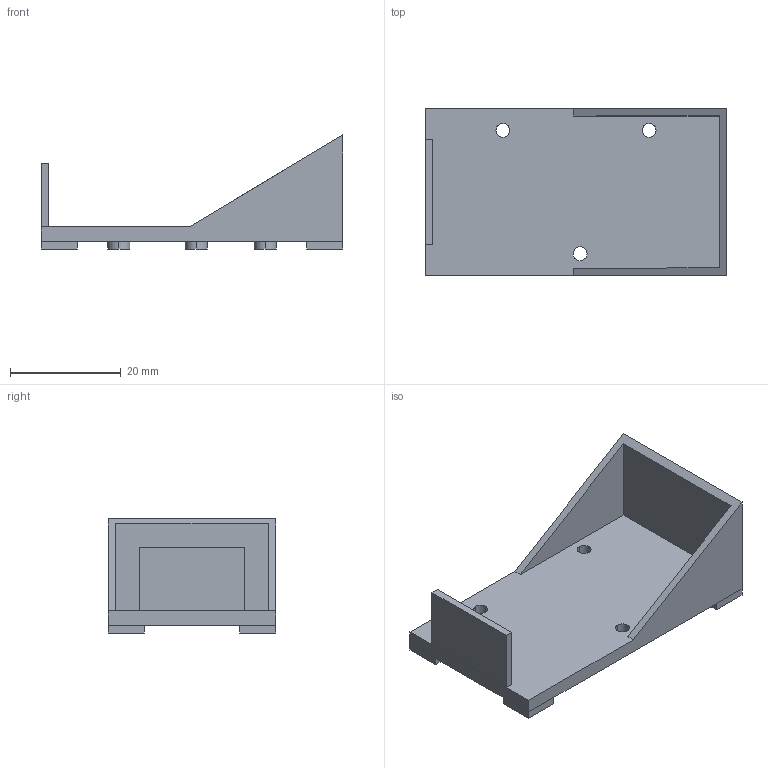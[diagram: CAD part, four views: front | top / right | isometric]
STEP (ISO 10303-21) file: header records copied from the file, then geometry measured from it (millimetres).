
FILE_DESCRIPTION(('FreeCAD Model'),'2;1');
FILE_NAME( 'pp3_holder.step', '2017-09-16T16:37:53',('kicad StepUp'),('ksu MCAD'), 'Open CASCADE STEP processor 6.8','FreeCAD','Unknown');
FILE_SCHEMA(('AUTOMOTIVE_DESIGN_CC2 { 1 2 10303 214 -1 1 5 4 }'));
Length unit declared in the file: millimetre
Products named in the file (1): pp3_holder
Bounding box: 54.5 x 30.25 x 20.6 mm (x, y, z)
Volume: 5949.6 mm3; surface area: 6300.3 mm2
Topology: 1 solids, 1 shells, 58 faces, 145 edges, 92 vertices
Faces by surface type: plane 46, cylinder 12
Entity records: 1734 total; most frequent: CARTESIAN_POINT 296, ORIENTED_EDGE 290, DIRECTION 287, EDGE_CURVE 145, LINE 121, VECTOR 121, VERTEX_POINT 92, AXIS2_PLACEMENT_3D 83
